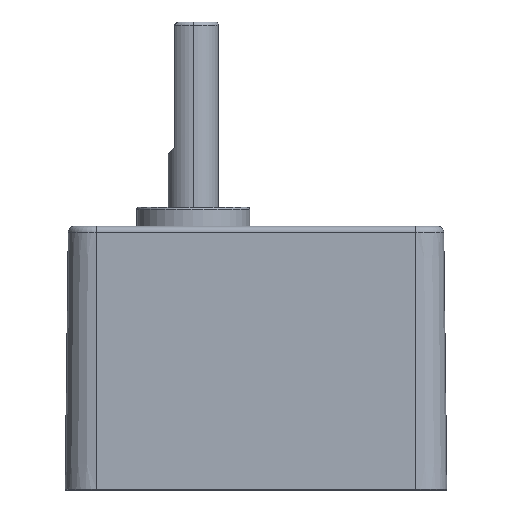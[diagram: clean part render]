
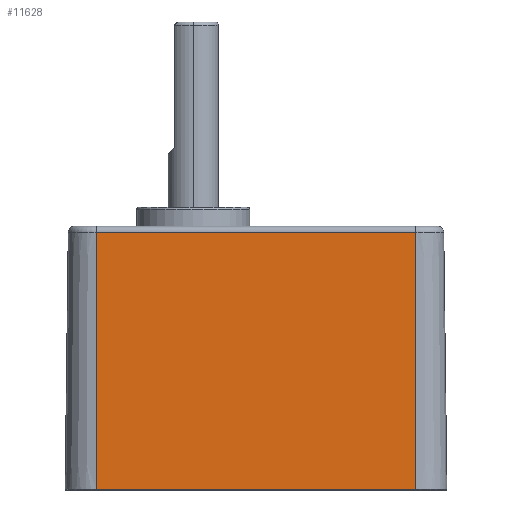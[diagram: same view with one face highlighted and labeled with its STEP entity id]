
A CAD part, left-side view. The second image highlights one B-rep face of the part: STEP entity #11628.
In plain terms, the highlighted face is planar.
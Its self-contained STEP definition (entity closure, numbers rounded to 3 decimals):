
#1763 = VERTEX_POINT ( 'NONE', #5651 ) ;
#1839 = EDGE_CURVE ( 'NONE', #15187, #1763, #5781, .T. ) ;
#5651 = CARTESIAN_POINT ( 'NONE',  ( 30.392, 0.692, -25.4 ) ) ;
#5774 = DIRECTION ( 'NONE',  ( 0., 0., -1. ) ) ;
#5775 = VECTOR ( 'NONE', #5774, 1000. ) ;
#5776 = CARTESIAN_POINT ( 'NONE',  ( 30.392, 0.692, -25.4 ) ) ;
#5781 = LINE ( 'NONE', #5776, #5775 ) ;
#8753 = LINE ( 'NONE', #8804, #8803 ) ;
#8773 = FACE_OUTER_BOUND ( 'NONE', #11591, .T. ) ;
#8802 = DIRECTION ( 'NONE',  ( 0.012, -1., 0. ) ) ;
#8803 = VECTOR ( 'NONE', #8802, 1000. ) ;
#8804 = CARTESIAN_POINT ( 'NONE',  ( 30.4, 0., -25.4 ) ) ;
#9027 = CARTESIAN_POINT ( 'NONE',  ( 29.892, 41.612, 25.4 ) ) ;
#9093 = DIRECTION ( 'NONE',  ( -0.012, 1., 0. ) ) ;
#9096 = AXIS2_PLACEMENT_3D ( 'NONE', #9103, #9110, #9093 ) ;
#9103 = CARTESIAN_POINT ( 'NONE',  ( 30.4, 0., -25.4 ) ) ;
#9106 = PLANE ( 'NONE',  #9096 ) ;
#9110 = DIRECTION ( 'NONE',  ( 1., 0.012, 0. ) ) ;
#9113 = DIRECTION ( 'NONE',  ( 0.012, -1., 0. ) ) ;
#9114 = VECTOR ( 'NONE', #9113, 1000. ) ;
#9115 = CARTESIAN_POINT ( 'NONE',  ( 30.4, 0., 25.4 ) ) ;
#9116 = LINE ( 'NONE', #9115, #9114 ) ;
#9119 = CARTESIAN_POINT ( 'NONE',  ( 29.892, 41.612, -25.4 ) ) ;
#9149 = DIRECTION ( 'NONE',  ( 0., 0., 1. ) ) ;
#9150 = VECTOR ( 'NONE', #9149, 1000. ) ;
#9151 = CARTESIAN_POINT ( 'NONE',  ( 29.892, 41.612, 25.4 ) ) ;
#9152 = LINE ( 'NONE', #9151, #9150 ) ;
#10396 = CARTESIAN_POINT ( 'NONE',  ( 30.392, 0.692, 25.4 ) ) ;
#11591 = EDGE_LOOP ( 'NONE', ( #11621, #11629, #11623, #11625 ) ) ;
#11602 = VERTEX_POINT ( 'NONE', #9027 ) ;
#11613 = EDGE_CURVE ( 'NONE', #11602, #15187, #9116, .T. ) ;
#11615 = VERTEX_POINT ( 'NONE', #9119 ) ;
#11621 = ORIENTED_EDGE ( 'NONE', *, *, #11631, .F. ) ;
#11623 = ORIENTED_EDGE ( 'NONE', *, *, #11613, .T. ) ;
#11625 = ORIENTED_EDGE ( 'NONE', *, *, #1839, .T. ) ;
#11628 = ADVANCED_FACE ( 'NONE', ( #8773 ), #9106, .T. ) ;
#11629 = ORIENTED_EDGE ( 'NONE', *, *, #11633, .T. ) ;
#11631 = EDGE_CURVE ( 'NONE', #11615, #1763, #8753, .T. ) ;
#11633 = EDGE_CURVE ( 'NONE', #11615, #11602, #9152, .T. ) ;
#15187 = VERTEX_POINT ( 'NONE', #10396 ) ;
